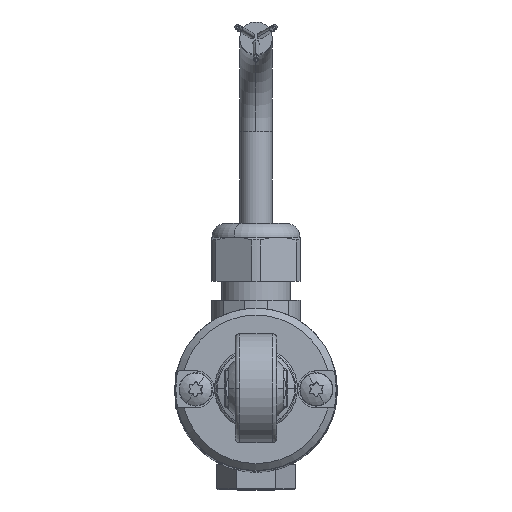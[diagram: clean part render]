
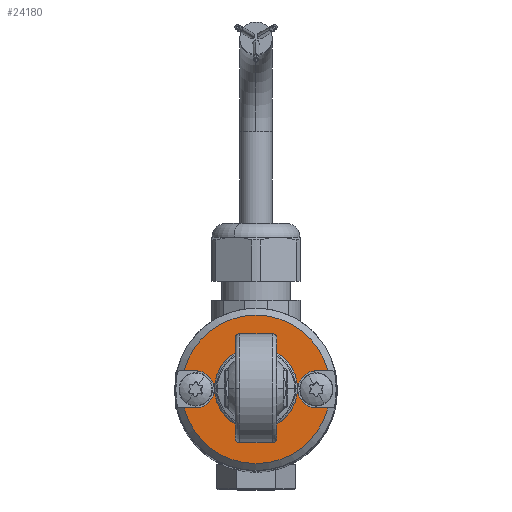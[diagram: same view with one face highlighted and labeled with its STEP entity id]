
A CAD part, top view. The second image highlights one B-rep face of the part: STEP entity #24180.
In plain terms, the highlighted planar face has unit normal (0, 0, 1).
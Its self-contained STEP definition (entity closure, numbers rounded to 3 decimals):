
#22 = CARTESIAN_POINT ( 'NONE',  ( 7.482, 0., 208.3 ) ) ;
#1156 = DIRECTION ( 'NONE',  ( 0., 0., -1. ) ) ;
#2295 = DIRECTION ( 'NONE',  ( 1., 0., 0. ) ) ;
#2483 = CIRCLE ( 'NONE', #47291, 7.482 ) ;
#2519 = CARTESIAN_POINT ( 'NONE',  ( -15.492, 4., 208.3 ) ) ;
#2546 = ORIENTED_EDGE ( 'NONE', *, *, #6188, .F. ) ;
#2564 = DIRECTION ( 'NONE',  ( 1., 0., 0. ) ) ;
#2621 = ORIENTED_EDGE ( 'NONE', *, *, #34951, .F. ) ;
#2852 = CARTESIAN_POINT ( 'NONE',  ( 13., 0., 208.3 ) ) ;
#3094 = DIRECTION ( 'NONE',  ( 1., 0., 0. ) ) ;
#3096 = CARTESIAN_POINT ( 'NONE',  ( -7.482, 0., 208.3 ) ) ;
#5198 = EDGE_LOOP ( 'NONE', ( #7582, #34502, #11291, #13251, #19652, #33988, #27943, #2621, #2546 ) ) ;
#6158 = VERTEX_POINT ( 'NONE', #2519 ) ;
#6188 = EDGE_CURVE ( 'NONE', #47815, #20073, #43213, .T. ) ;
#6444 = CARTESIAN_POINT ( 'NONE',  ( -13., -4., 208.3 ) ) ;
#6496 = DIRECTION ( 'NONE',  ( 0., 0., 1. ) ) ;
#6716 = DIRECTION ( 'NONE',  ( -1., 0., 0. ) ) ;
#6751 = VERTEX_POINT ( 'NONE', #45404 ) ;
#6896 = CARTESIAN_POINT ( 'NONE',  ( 0., -4., 208.3 ) ) ;
#7582 = ORIENTED_EDGE ( 'NONE', *, *, #20300, .F. ) ;
#8285 = EDGE_CURVE ( 'NONE', #6751, #6158, #15482, .T. ) ;
#8482 = VERTEX_POINT ( 'NONE', #18662 ) ;
#8602 = ORIENTED_EDGE ( 'NONE', *, *, #39234, .T. ) ;
#9832 = VECTOR ( 'NONE', #46654, 1000. ) ;
#10222 = AXIS2_PLACEMENT_3D ( 'NONE', #24100, #1156, #27934 ) ;
#11014 = LINE ( 'NONE', #16148, #9832 ) ;
#11291 = ORIENTED_EDGE ( 'NONE', *, *, #8285, .F. ) ;
#11515 = LINE ( 'NONE', #6896, #21701 ) ;
#11798 = LINE ( 'NONE', #22631, #41059 ) ;
#12942 = CARTESIAN_POINT ( 'NONE',  ( 13., -4., 208.3 ) ) ;
#13251 = ORIENTED_EDGE ( 'NONE', *, *, #49559, .F. ) ;
#13691 = CARTESIAN_POINT ( 'NONE',  ( 0., 0., 208.3 ) ) ;
#14777 = AXIS2_PLACEMENT_3D ( 'NONE', #48090, #25230, #2295 ) ;
#15482 = LINE ( 'NONE', #35943, #25612 ) ;
#16148 = CARTESIAN_POINT ( 'NONE',  ( 13., -4., 208.3 ) ) ;
#16498 = CIRCLE ( 'NONE', #49070, 4. ) ;
#16619 = VERTEX_POINT ( 'NONE', #22 ) ;
#16967 = CARTESIAN_POINT ( 'NONE',  ( -9., 0., 208.3 ) ) ;
#17585 = DIRECTION ( 'NONE',  ( 1., 0., 0. ) ) ;
#17871 = FACE_OUTER_BOUND ( 'NONE', #5198, .T. ) ;
#18564 = EDGE_CURVE ( 'NONE', #41908, #40816, #16498, .T. ) ;
#18662 = CARTESIAN_POINT ( 'NONE',  ( -15.492, -4., 208.3 ) ) ;
#18749 = CARTESIAN_POINT ( 'NONE',  ( 15.492, 4., 208.3 ) ) ;
#19447 = CARTESIAN_POINT ( 'NONE',  ( -13., 0., 208.3 ) ) ;
#19652 = ORIENTED_EDGE ( 'NONE', *, *, #18564, .F. ) ;
#20073 = VERTEX_POINT ( 'NONE', #12942 ) ;
#20300 = EDGE_CURVE ( 'NONE', #25958, #47815, #11798, .T. ) ;
#20610 = CARTESIAN_POINT ( 'NONE',  ( 15.492, -4., 208.3 ) ) ;
#21701 = VECTOR ( 'NONE', #48987, 1000. ) ;
#22631 = CARTESIAN_POINT ( 'NONE',  ( 0., 4., 208.3 ) ) ;
#22633 = VERTEX_POINT ( 'NONE', #20610 ) ;
#23244 = DIRECTION ( 'NONE',  ( 1., 0., 0. ) ) ;
#24100 = CARTESIAN_POINT ( 'NONE',  ( 0., 0., 208.3 ) ) ;
#24180 = ADVANCED_FACE ( 'NONE', ( #48289, #17871 ), #43905, .T. ) ;
#25028 = CIRCLE ( 'NONE', #26488, 16. ) ;
#25230 = DIRECTION ( 'NONE',  ( 0., 0., 1. ) ) ;
#25496 = DIRECTION ( 'NONE',  ( 0., 0., 1. ) ) ;
#25612 = VECTOR ( 'NONE', #31967, 1000. ) ;
#25958 = VERTEX_POINT ( 'NONE', #18749 ) ;
#26006 = CIRCLE ( 'NONE', #10222, 7.482 ) ;
#26019 = DIRECTION ( 'NONE',  ( 0., 0., 1. ) ) ;
#26488 = AXIS2_PLACEMENT_3D ( 'NONE', #29384, #6496, #33177 ) ;
#27934 = DIRECTION ( 'NONE',  ( 1., 0., 0. ) ) ;
#27943 = ORIENTED_EDGE ( 'NONE', *, *, #37247, .T. ) ;
#29384 = CARTESIAN_POINT ( 'NONE',  ( 0., 0., 208.3 ) ) ;
#29598 = DIRECTION ( 'NONE',  ( 0., 0., 1. ) ) ;
#30439 = EDGE_CURVE ( 'NONE', #8482, #41908, #11515, .T. ) ;
#30735 = EDGE_CURVE ( 'NONE', #45754, #16619, #2483, .T. ) ;
#31967 = DIRECTION ( 'NONE',  ( -1., 0., 0. ) ) ;
#33177 = DIRECTION ( 'NONE',  ( 1., 0., 0. ) ) ;
#33988 = ORIENTED_EDGE ( 'NONE', *, *, #30439, .F. ) ;
#34502 = ORIENTED_EDGE ( 'NONE', *, *, #34719, .T. ) ;
#34719 = EDGE_CURVE ( 'NONE', #25958, #6158, #46912, .T. ) ;
#34951 = EDGE_CURVE ( 'NONE', #20073, #22633, #11014, .T. ) ;
#35943 = CARTESIAN_POINT ( 'NONE',  ( -13., 4., 208.3 ) ) ;
#37247 = EDGE_CURVE ( 'NONE', #8482, #22633, #25028, .T. ) ;
#39174 = AXIS2_PLACEMENT_3D ( 'NONE', #19447, #46125, #23244 ) ;
#39234 = EDGE_CURVE ( 'NONE', #16619, #45754, #26006, .T. ) ;
#40368 = DIRECTION ( 'NONE',  ( 0., 0., -1. ) ) ;
#40816 = VERTEX_POINT ( 'NONE', #16967 ) ;
#41031 = CARTESIAN_POINT ( 'NONE',  ( 13., 4., 208.3 ) ) ;
#41059 = VECTOR ( 'NONE', #45487, 1000. ) ;
#41258 = EDGE_LOOP ( 'NONE', ( #8602, #41771 ) ) ;
#41361 = AXIS2_PLACEMENT_3D ( 'NONE', #2852, #29598, #6716 ) ;
#41771 = ORIENTED_EDGE ( 'NONE', *, *, #30735, .T. ) ;
#41908 = VERTEX_POINT ( 'NONE', #6444 ) ;
#43213 = CIRCLE ( 'NONE', #41361, 4. ) ;
#43905 = PLANE ( 'NONE',  #14777 ) ;
#44602 = AXIS2_PLACEMENT_3D ( 'NONE', #48349, #25496, #2564 ) ;
#44627 = CIRCLE ( 'NONE', #39174, 4. ) ;
#45404 = CARTESIAN_POINT ( 'NONE',  ( -13., 4., 208.3 ) ) ;
#45487 = DIRECTION ( 'NONE',  ( -1., 0., 0. ) ) ;
#45754 = VERTEX_POINT ( 'NONE', #3096 ) ;
#46125 = DIRECTION ( 'NONE',  ( 0., 0., 1. ) ) ;
#46654 = DIRECTION ( 'NONE',  ( 1., 0., 0. ) ) ;
#46912 = CIRCLE ( 'NONE', #44602, 16. ) ;
#47291 = AXIS2_PLACEMENT_3D ( 'NONE', #13691, #40368, #17585 ) ;
#47815 = VERTEX_POINT ( 'NONE', #41031 ) ;
#48090 = CARTESIAN_POINT ( 'NONE',  ( 0., 0., 208.3 ) ) ;
#48289 = FACE_BOUND ( 'NONE', #41258, .T. ) ;
#48349 = CARTESIAN_POINT ( 'NONE',  ( 0., 0., 208.3 ) ) ;
#48880 = CARTESIAN_POINT ( 'NONE',  ( -13., 0., 208.3 ) ) ;
#48987 = DIRECTION ( 'NONE',  ( 1., 0., 0. ) ) ;
#49070 = AXIS2_PLACEMENT_3D ( 'NONE', #48880, #26019, #3094 ) ;
#49559 = EDGE_CURVE ( 'NONE', #40816, #6751, #44627, .T. ) ;
